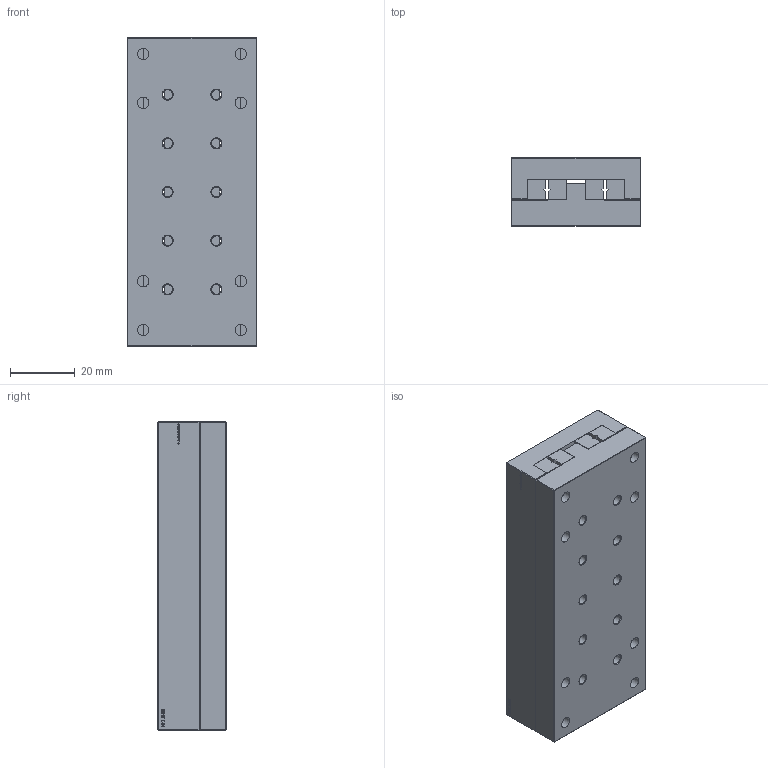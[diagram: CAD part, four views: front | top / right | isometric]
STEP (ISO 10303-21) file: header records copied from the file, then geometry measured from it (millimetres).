
FILE_DESCRIPTION(('FreeCAD Model'),'2;1');
FILE_NAME('NKL 2-95.step', '2020-04-21T20:23:40',('Author'),(''), 'Open CASCADE STEP processor 6.8','FreeCAD','Unknown');
FILE_SCHEMA(('AUTOMOTIVE_DESIGN_CC2 { 1 2 10303 214 -1 1 5 4 }'));
Length unit declared in the file: millimetre
Products named in the file (3): ASSEMBLY; OT; UT
Assembly tree (2 placements, depth 2):
  ASSEMBLY
    OT
    UT
Bounding box: 40 x 21 x 95 mm (x, y, z)
Volume: 75435.6 mm3; surface area: 33384.8 mm2
Topology: 6 solids, 6 shells, 774 faces, 2117 edges, 1390 vertices
Faces by surface type: extrusion 393, plane 325, cylinder 36, cone 20
Full cylindrical faces by diameter (mm): 3 x20, 3.5 x8, 4.5 x8
Entity records: 52484 total; most frequent: CARTESIAN_POINT 12553, DIRECTION 6002, VECTOR 4872, LINE 4479, ORIENTED_EDGE 4234, PCURVE 4234, DEFINITIONAL_REPRESENTATION 4234, EDGE_CURVE 2117
